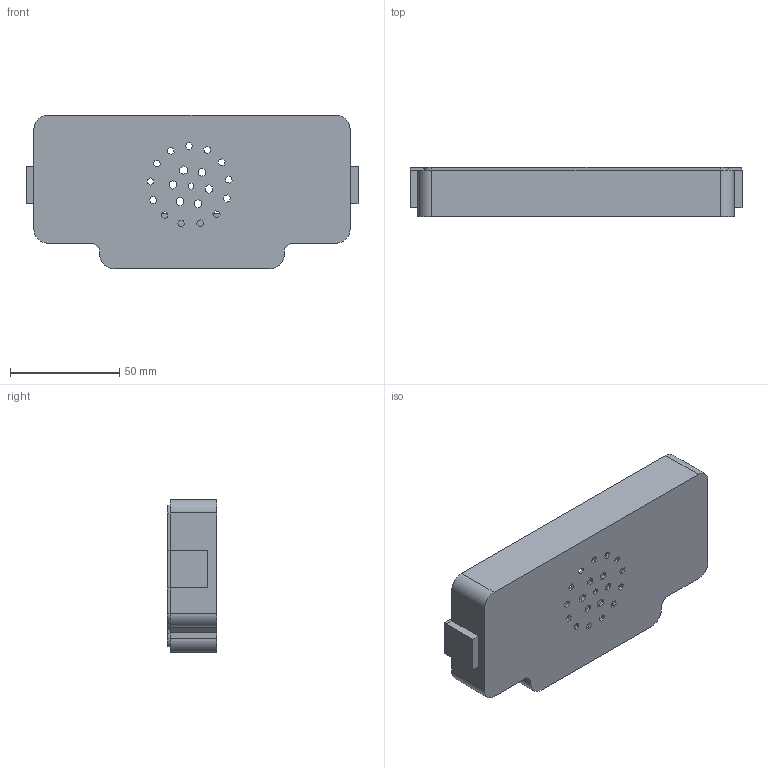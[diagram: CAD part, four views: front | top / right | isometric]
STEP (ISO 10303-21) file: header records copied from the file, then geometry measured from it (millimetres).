
FILE_DESCRIPTION (( 'STEP AP203' ), '1' );
FILE_NAME ('sprig_assem.STEP', '2024-08-02T21:10:05', ( '' ), ( '' ), 'SwSTEP 2.0', 'SolidWorks 2023', '' );
FILE_SCHEMA (( 'CONFIG_CONTROL_DESIGN' ));
Length unit declared in the file: centimetre
Products named in the file (3): sprigcase; sprigcase_F; sprig_assem
Assembly tree (2 placements, depth 2):
  sprig_assem
    sprigcase
    sprigcase_F
Bounding box: 152.1 x 22.52 x 70.19 mm (x, y, z)
Volume: 70862.7 mm3; surface area: 48687.7 mm2
Topology: 2 solids, 2 shells, 277 faces, 787 edges, 523 vertices
Faces by surface type: plane 219, cylinder 58
Entity records: 9343 total; most frequent: CARTESIAN_POINT 1592, ORIENTED_EDGE 1574, DIRECTION 1468, EDGE_CURVE 787, VECTOR 670, LINE 670, VERTEX_POINT 523, AXIS2_PLACEMENT_3D 399
